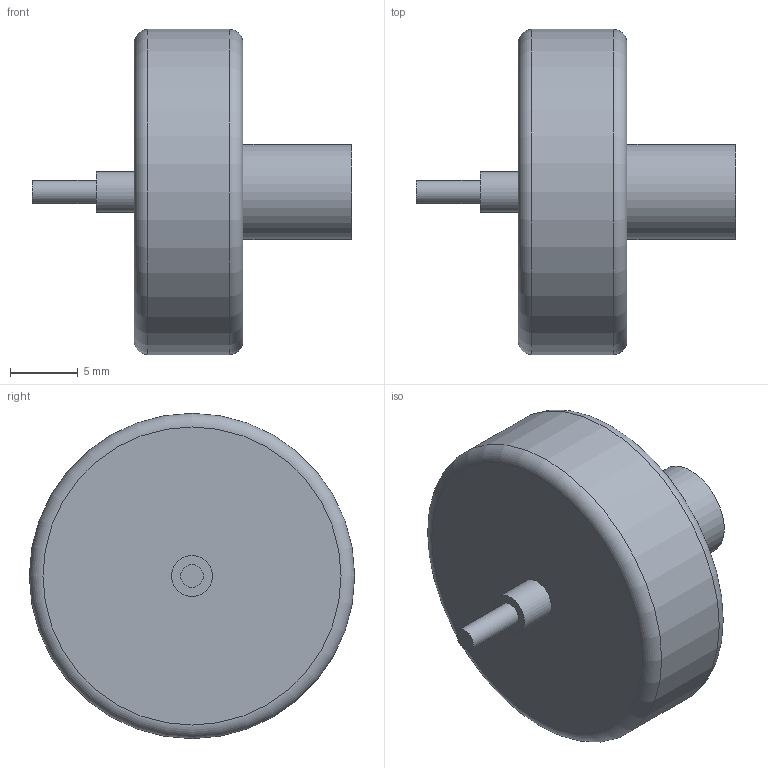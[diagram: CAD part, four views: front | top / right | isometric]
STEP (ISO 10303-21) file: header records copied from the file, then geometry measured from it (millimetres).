
FILE_DESCRIPTION(/* description */ (''),/* implementation_level */ '2;1');
FILE_NAME(/* name */ 'Scroll Wheel.step',/* time_stamp */ '2023-02-18T17:25:46+08:00',/* author */ (''),/* organization */ (''),/* preprocessor_version */ 'ST-DEVELOPER v19.2',/* originating_system */ 'Autodesk Translation Framework v11.17.0.187',/* authorisation */ '');
FILE_SCHEMA (('AUTOMOTIVE_DESIGN { 1 0 10303 214 3 1 1 }'));
Length unit declared in the file: millimetre
Products named in the file (1): FusionComponent
Bounding box: 23.5 x 23.95 x 23.95 mm (x, y, z)
Volume: 3861.2 mm3; surface area: 1730.9 mm2
Topology: 1 solids, 1 shells, 13 faces, 19 edges, 12 vertices
Faces by surface type: plane 6, cylinder 5, torus 2
Full cylindrical faces by diameter (mm): 1.7 x1, 3 x2, 7 x1, 23.95 x1
Entity records: 324 total; most frequent: DIRECTION 61, CARTESIAN_POINT 45, ORIENTED_EDGE 38, AXIS2_PLACEMENT_3D 28, EDGE_CURVE 19, EDGE_LOOP 17, CIRCLE 14, FACE_OUTER_BOUND 13
